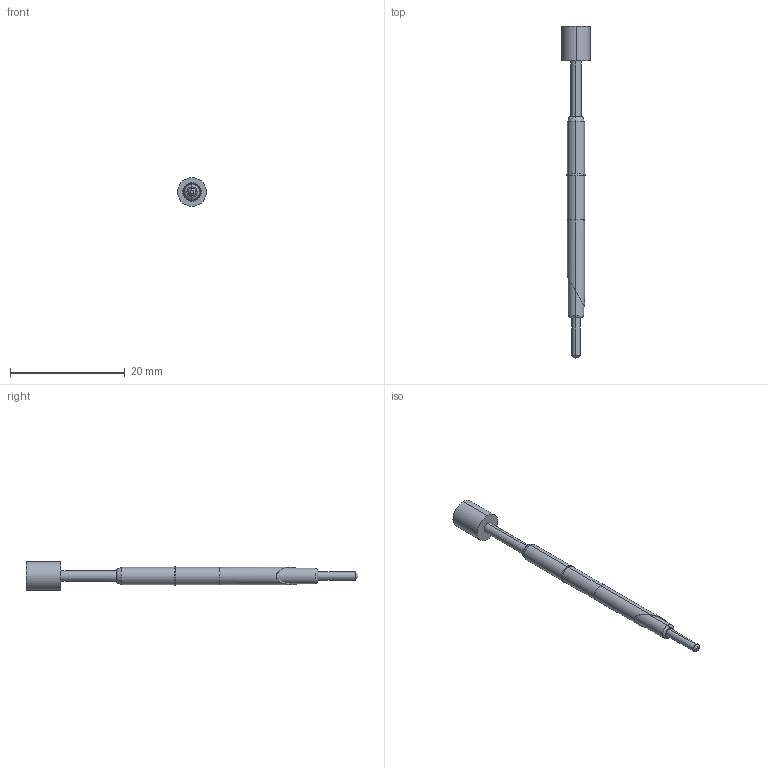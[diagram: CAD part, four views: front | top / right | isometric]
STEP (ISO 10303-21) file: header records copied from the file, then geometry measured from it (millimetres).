
FILE_DESCRIPTION (( 'STEP AP214' ), '1' );
FILE_NAME ('13011~0.STEP', '2018-06-25T13:57:41', ( '' ), ( '' ), 'SwSTEP 2.0', 'SolidWorks 2018', '' );
FILE_SCHEMA (( 'AUTOMOTIVE_DESIGN' ));
Length unit declared in the file: millimetre
Products named in the file (4): 13012~0_S; GKS-504-0003~-g-k-s_S; 13011~0; KS-113-Master~-k-s_KS-113 23
Assembly tree (3 placements, depth 2):
  13011~0
    KS-113-Master~-k-s_KS-113 23
    GKS-504-0003~-g-k-s_S
    13012~0_S
Bounding box: 5 x 57.74 x 5 mm (x, y, z)
Volume: 505.1 mm3; surface area: 791.7 mm2
Topology: 5 solids, 5 shells, 51 faces, 98 edges, 60 vertices
Faces by surface type: cylinder 24, plane 13, cone 8, torus 4, sphere 2
Entity records: 1570 total; most frequent: DIRECTION 262, CARTESIAN_POINT 243, ORIENTED_EDGE 192, AXIS2_PLACEMENT_3D 115, EDGE_CURVE 96, VERTEX_POINT 60, CIRCLE 58, EDGE_LOOP 58
